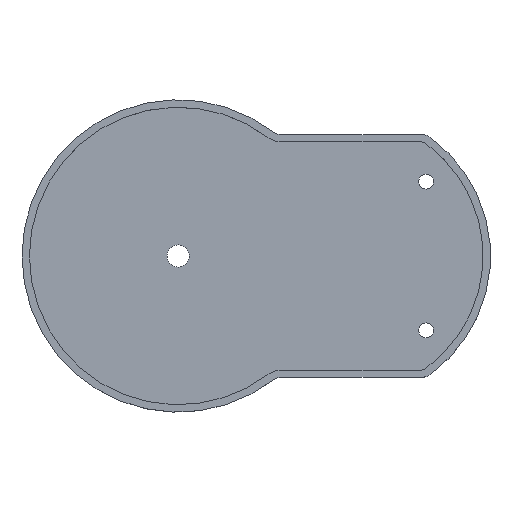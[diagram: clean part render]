
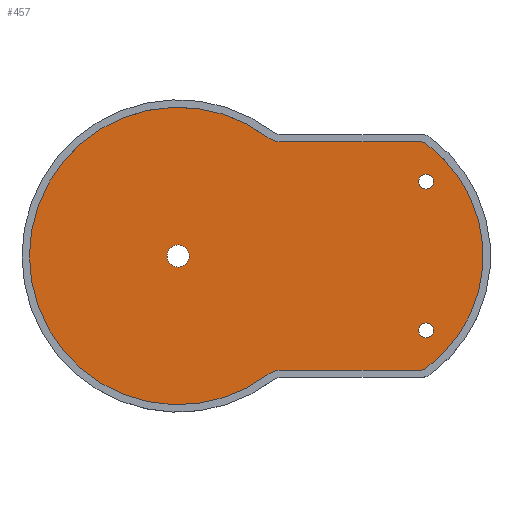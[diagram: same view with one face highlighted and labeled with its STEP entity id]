
A CAD part, top view. The second image highlights one B-rep face of the part: STEP entity #457.
In plain terms, the highlighted planar face has unit normal (0, 0, 1).
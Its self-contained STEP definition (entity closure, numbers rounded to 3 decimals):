
#1 = CIRCLE ( 'NONE', #646, 1.5 ) ;
#6 = CARTESIAN_POINT ( 'NONE',  ( 0., 0., 1.5 ) ) ;
#10 = DIRECTION ( 'NONE',  ( 0., 0., -1. ) ) ;
#14 = VERTEX_POINT ( 'NONE', #716 ) ;
#19 = CARTESIAN_POINT ( 'NONE',  ( 20.833, 23., 1.5 ) ) ;
#23 = VERTEX_POINT ( 'NONE', #137 ) ;
#26 = ORIENTED_EDGE ( 'NONE', *, *, #79, .T. ) ;
#33 = CIRCLE ( 'NONE', #923, 2.25 ) ;
#35 = FACE_OUTER_BOUND ( 'NONE', #127, .T. ) ;
#39 = EDGE_CURVE ( 'NONE', #23, #14, #914, .T. ) ;
#41 = DIRECTION ( 'NONE',  ( 0., 0., 1. ) ) ;
#45 = CIRCLE ( 'NONE', #161, 1.5 ) ;
#48 = ORIENTED_EDGE ( 'NONE', *, *, #935, .F. ) ;
#52 = EDGE_CURVE ( 'NONE', #115, #621, #162, .T. ) ;
#54 = CIRCLE ( 'NONE', #944, 2.25 ) ;
#61 = EDGE_CURVE ( 'NONE', #664, #798, #1, .T. ) ;
#74 = EDGE_CURVE ( 'NONE', #250, #303, #859, .T. ) ;
#78 = DIRECTION ( 'NONE',  ( 0., 0., 1. ) ) ;
#79 = EDGE_CURVE ( 'NONE', #817, #250, #903, .T. ) ;
#81 = AXIS2_PLACEMENT_3D ( 'NONE', #376, #233, #458 ) ;
#84 = ORIENTED_EDGE ( 'NONE', *, *, #836, .T. ) ;
#86 = EDGE_CURVE ( 'NONE', #14, #664, #572, .T. ) ;
#96 = CARTESIAN_POINT ( 'NONE',  ( 18.115, 23.913, 1.5 ) ) ;
#100 = CARTESIAN_POINT ( 'NONE',  ( 0., 0., 1.5 ) ) ;
#101 = VECTOR ( 'NONE', #268, 1000. ) ;
#102 = EDGE_LOOP ( 'NONE', ( #48, #539 ) ) ;
#113 = CIRCLE ( 'NONE', #582, 1.5 ) ;
#115 = VERTEX_POINT ( 'NONE', #815 ) ;
#116 = ORIENTED_EDGE ( 'NONE', *, *, #590, .F. ) ;
#127 = EDGE_LOOP ( 'NONE', ( #26, #833, #177, #834, #84, #882, #349, #645, #427 ) ) ;
#128 = VERTEX_POINT ( 'NONE', #734 ) ;
#131 = AXIS2_PLACEMENT_3D ( 'NONE', #556, #776, #922 ) ;
#137 = CARTESIAN_POINT ( 'NONE',  ( 49.053, -23., 1.5 ) ) ;
#142 = DIRECTION ( 'NONE',  ( 0., 0., 1. ) ) ;
#149 = CARTESIAN_POINT ( 'NONE',  ( 20.833, 27.5, 1.5 ) ) ;
#161 = AXIS2_PLACEMENT_3D ( 'NONE', #602, #142, #731 ) ;
#162 = CIRCLE ( 'NONE', #826, 1.5 ) ;
#171 = DIRECTION ( 'NONE',  ( 1., 0., 0. ) ) ;
#173 = VECTOR ( 'NONE', #171, 1000. ) ;
#177 = ORIENTED_EDGE ( 'NONE', *, *, #887, .T. ) ;
#182 = AXIS2_PLACEMENT_3D ( 'NONE', #704, #558, #488 ) ;
#188 = AXIS2_PLACEMENT_3D ( 'NONE', #657, #214, #719 ) ;
#201 = EDGE_LOOP ( 'NONE', ( #712, #710 ) ) ;
#212 = DIRECTION ( 'NONE',  ( 0., 0., -1. ) ) ;
#214 = DIRECTION ( 'NONE',  ( 0., 0., 1. ) ) ;
#231 = CARTESIAN_POINT ( 'NONE',  ( 51.5, -15., 1.5 ) ) ;
#233 = DIRECTION ( 'NONE',  ( 0., 0., 1. ) ) ;
#241 = CARTESIAN_POINT ( 'NONE',  ( 49.053, 21.5, 1.5 ) ) ;
#250 = VERTEX_POINT ( 'NONE', #96 ) ;
#268 = DIRECTION ( 'NONE',  ( -1., 0., 0. ) ) ;
#286 = AXIS2_PLACEMENT_3D ( 'NONE', #6, #78, #607 ) ;
#303 = VERTEX_POINT ( 'NONE', #684 ) ;
#310 = FACE_BOUND ( 'NONE', #201, .T. ) ;
#312 = CARTESIAN_POINT ( 'NONE',  ( 49.053, 23., 1.5 ) ) ;
#327 = ORIENTED_EDGE ( 'NONE', *, *, #472, .F. ) ;
#332 = PLANE ( 'NONE',  #570 ) ;
#336 = EDGE_CURVE ( 'NONE', #820, #443, #499, .T. ) ;
#349 = ORIENTED_EDGE ( 'NONE', *, *, #86, .T. ) ;
#350 = CARTESIAN_POINT ( 'NONE',  ( 50., 15., 1.5 ) ) ;
#376 = CARTESIAN_POINT ( 'NONE',  ( 33.413, 0., 1.5 ) ) ;
#398 = EDGE_CURVE ( 'NONE', #798, #817, #721, .T. ) ;
#411 = CARTESIAN_POINT ( 'NONE',  ( 0., 0., 1.5 ) ) ;
#424 = CARTESIAN_POINT ( 'NONE',  ( 48.5, 15., 1.5 ) ) ;
#427 = ORIENTED_EDGE ( 'NONE', *, *, #398, .T. ) ;
#431 = CARTESIAN_POINT ( 'NONE',  ( 50., -15., 1.5 ) ) ;
#435 = CIRCLE ( 'NONE', #466, 1.5 ) ;
#443 = VERTEX_POINT ( 'NONE', #693 ) ;
#457 = ADVANCED_FACE ( 'NONE', ( #310, #508, #876, #35 ), #332, .F. ) ;
#458 = DIRECTION ( 'NONE',  ( -1., 0., 0. ) ) ;
#466 = AXIS2_PLACEMENT_3D ( 'NONE', #350, #705, #707 ) ;
#472 = EDGE_CURVE ( 'NONE', #846, #513, #435, .T. ) ;
#488 = DIRECTION ( 'NONE',  ( -1., 0., 0. ) ) ;
#499 = CIRCLE ( 'NONE', #131, 4.5 ) ;
#506 = DIRECTION ( 'NONE',  ( -1., 0., 0. ) ) ;
#508 = FACE_BOUND ( 'NONE', #784, .T. ) ;
#513 = VERTEX_POINT ( 'NONE', #424 ) ;
#539 = ORIENTED_EDGE ( 'NONE', *, *, #763, .F. ) ;
#547 = LINE ( 'NONE', #920, #173 ) ;
#556 = CARTESIAN_POINT ( 'NONE',  ( 20.833, -27.5, 1.5 ) ) ;
#558 = DIRECTION ( 'NONE',  ( 0., 0., 1. ) ) ;
#559 = CIRCLE ( 'NONE', #182, 30. ) ;
#561 = VERTEX_POINT ( 'NONE', #864 ) ;
#569 = CARTESIAN_POINT ( 'NONE',  ( 20.833, 27.5, 1.5 ) ) ;
#570 = AXIS2_PLACEMENT_3D ( 'NONE', #569, #212, #651 ) ;
#572 = CIRCLE ( 'NONE', #81, 28.087 ) ;
#582 = AXIS2_PLACEMENT_3D ( 'NONE', #592, #659, #722 ) ;
#590 = EDGE_CURVE ( 'NONE', #513, #846, #45, .T. ) ;
#592 = CARTESIAN_POINT ( 'NONE',  ( 50., -15., 1.5 ) ) ;
#602 = CARTESIAN_POINT ( 'NONE',  ( 50., 15., 1.5 ) ) ;
#607 = DIRECTION ( 'NONE',  ( -1., 0., 0. ) ) ;
#621 = VERTEX_POINT ( 'NONE', #231 ) ;
#623 = EDGE_CURVE ( 'NONE', #621, #115, #113, .T. ) ;
#624 = DIRECTION ( 'NONE',  ( 0., 0., 1. ) ) ;
#640 = DIRECTION ( 'NONE',  ( 1., 0., 0. ) ) ;
#645 = ORIENTED_EDGE ( 'NONE', *, *, #61, .T. ) ;
#646 = AXIS2_PLACEMENT_3D ( 'NONE', #241, #744, #824 ) ;
#651 = DIRECTION ( 'NONE',  ( -1., 0., 0. ) ) ;
#657 = CARTESIAN_POINT ( 'NONE',  ( 49.053, -21.5, 1.5 ) ) ;
#659 = DIRECTION ( 'NONE',  ( 0., 0., 1. ) ) ;
#664 = VERTEX_POINT ( 'NONE', #810 ) ;
#672 = DIRECTION ( 'NONE',  ( -1., 0., 0. ) ) ;
#684 = CARTESIAN_POINT ( 'NONE',  ( -30., 0., 1.5 ) ) ;
#685 = AXIS2_PLACEMENT_3D ( 'NONE', #149, #10, #672 ) ;
#689 = DIRECTION ( 'NONE',  ( 1., 0., 0. ) ) ;
#693 = CARTESIAN_POINT ( 'NONE',  ( 20.833, -23., 1.5 ) ) ;
#700 = CARTESIAN_POINT ( 'NONE',  ( 20.833, 23., 1.5 ) ) ;
#704 = CARTESIAN_POINT ( 'NONE',  ( 0., 0., 1.5 ) ) ;
#705 = DIRECTION ( 'NONE',  ( 0., 0., 1. ) ) ;
#707 = DIRECTION ( 'NONE',  ( 1., 0., 0. ) ) ;
#710 = ORIENTED_EDGE ( 'NONE', *, *, #52, .F. ) ;
#712 = ORIENTED_EDGE ( 'NONE', *, *, #623, .F. ) ;
#716 = CARTESIAN_POINT ( 'NONE',  ( 49.935, -22.713, 1.5 ) ) ;
#719 = DIRECTION ( 'NONE',  ( -1., 0., 0. ) ) ;
#721 = LINE ( 'NONE', #700, #101 ) ;
#722 = DIRECTION ( 'NONE',  ( -1., 0., 0. ) ) ;
#731 = DIRECTION ( 'NONE',  ( 1., 0., 0. ) ) ;
#734 = CARTESIAN_POINT ( 'NONE',  ( -2.25, 0., 1.5 ) ) ;
#744 = DIRECTION ( 'NONE',  ( 0., 0., 1. ) ) ;
#758 = CARTESIAN_POINT ( 'NONE',  ( 51.5, 15., 1.5 ) ) ;
#763 = EDGE_CURVE ( 'NONE', #128, #561, #33, .T. ) ;
#776 = DIRECTION ( 'NONE',  ( 0., 0., -1. ) ) ;
#784 = EDGE_LOOP ( 'NONE', ( #327, #116 ) ) ;
#798 = VERTEX_POINT ( 'NONE', #312 ) ;
#810 = CARTESIAN_POINT ( 'NONE',  ( 49.935, 22.713, 1.5 ) ) ;
#815 = CARTESIAN_POINT ( 'NONE',  ( 48.5, -15., 1.5 ) ) ;
#817 = VERTEX_POINT ( 'NONE', #19 ) ;
#820 = VERTEX_POINT ( 'NONE', #844 ) ;
#824 = DIRECTION ( 'NONE',  ( -1., 0., 0. ) ) ;
#826 = AXIS2_PLACEMENT_3D ( 'NONE', #431, #951, #506 ) ;
#833 = ORIENTED_EDGE ( 'NONE', *, *, #74, .T. ) ;
#834 = ORIENTED_EDGE ( 'NONE', *, *, #336, .T. ) ;
#836 = EDGE_CURVE ( 'NONE', #443, #23, #547, .T. ) ;
#844 = CARTESIAN_POINT ( 'NONE',  ( 18.115, -23.913, 1.5 ) ) ;
#846 = VERTEX_POINT ( 'NONE', #758 ) ;
#859 = CIRCLE ( 'NONE', #286, 30. ) ;
#864 = CARTESIAN_POINT ( 'NONE',  ( 2.25, 0., 1.5 ) ) ;
#876 = FACE_BOUND ( 'NONE', #102, .T. ) ;
#882 = ORIENTED_EDGE ( 'NONE', *, *, #39, .T. ) ;
#887 = EDGE_CURVE ( 'NONE', #303, #820, #559, .T. ) ;
#903 = CIRCLE ( 'NONE', #685, 4.5 ) ;
#914 = CIRCLE ( 'NONE', #188, 1.5 ) ;
#920 = CARTESIAN_POINT ( 'NONE',  ( 20.833, -23., 1.5 ) ) ;
#922 = DIRECTION ( 'NONE',  ( -1., 0., 0. ) ) ;
#923 = AXIS2_PLACEMENT_3D ( 'NONE', #100, #624, #689 ) ;
#935 = EDGE_CURVE ( 'NONE', #561, #128, #54, .T. ) ;
#944 = AXIS2_PLACEMENT_3D ( 'NONE', #411, #41, #640 ) ;
#951 = DIRECTION ( 'NONE',  ( 0., 0., 1. ) ) ;
